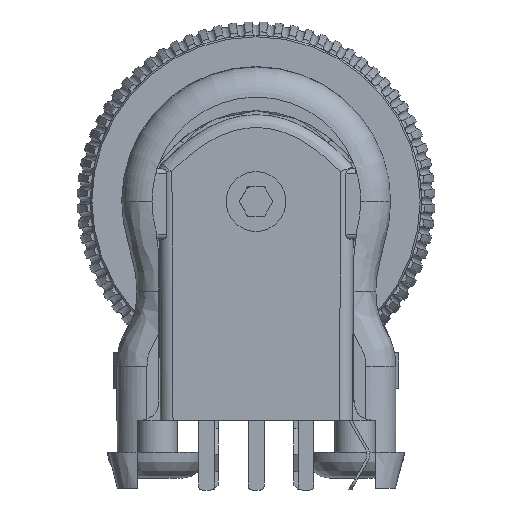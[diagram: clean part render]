
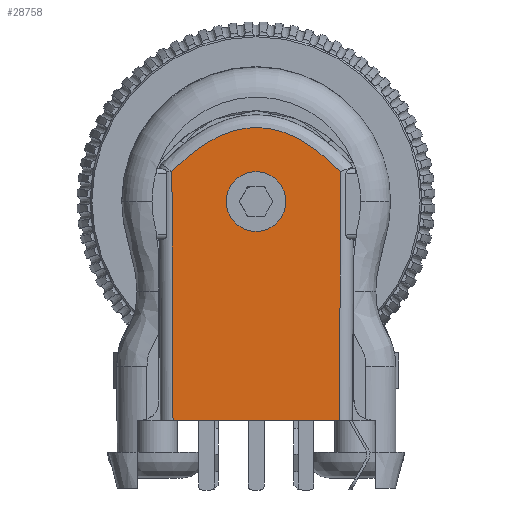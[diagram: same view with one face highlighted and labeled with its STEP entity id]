
A CAD part, left-side view. The second image highlights one B-rep face of the part: STEP entity #28758.
In plain terms, the highlighted planar face has unit normal (-1, 0, 0).
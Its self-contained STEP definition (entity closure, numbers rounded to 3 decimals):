
#28656=CARTESIAN_POINT('',(-8.848,0.032,14.613));
#28657=DIRECTION('',(-1.,-0.,-0.));
#28658=DIRECTION('',(0.,-1.,0.));
#28659=AXIS2_PLACEMENT_3D('',#28656,#28657,#28658);
#28660=PLANE('',#28659);
#28661=CARTESIAN_POINT('',(-8.848,4.272,12.536));
#28662=VERTEX_POINT('',#28661);
#28663=CARTESIAN_POINT('',(-8.848,4.272,12.531));
#28664=VERTEX_POINT('',#28663);
#28665=CARTESIAN_POINT('',(-8.848,4.272,12.536));
#28666=CARTESIAN_POINT('',(-8.848,4.272,12.534));
#28667=CARTESIAN_POINT('',(-8.848,4.272,12.532));
#28668=CARTESIAN_POINT('',(-8.848,4.272,12.531));
#28669=B_SPLINE_CURVE_WITH_KNOTS('',3,(#28665,#28666,#28667,#28668),.UNSPECIFIED.,.F.,.F.,(4,4),(0.,0.),.UNSPECIFIED.);
#28670=EDGE_CURVE('',#28662,#28664,#28669,.T.);
#28671=ORIENTED_EDGE('',*,*,#28670,.T.);
#28672=CARTESIAN_POINT('',(-8.848,4.216,0.038));
#28673=VERTEX_POINT('',#28672);
#28674=CARTESIAN_POINT('',(-8.848,4.272,12.531));
#28675=DIRECTION('',(0.,-0.004,-1.));
#28676=VECTOR('',#28675,12.492);
#28677=LINE('',#28674,#28676);
#28678=EDGE_CURVE('',#28664,#28673,#28677,.T.);
#28679=ORIENTED_EDGE('',*,*,#28678,.T.);
#28680=CARTESIAN_POINT('',(-8.848,-4.152,0.038));
#28681=VERTEX_POINT('',#28680);
#28682=CARTESIAN_POINT('',(-8.848,-4.152,0.038));
#28683=DIRECTION('',(-0.,1.,-0.));
#28684=VECTOR('',#28683,8.369);
#28685=LINE('',#28682,#28684);
#28686=EDGE_CURVE('',#28681,#28673,#28685,.T.);
#28687=ORIENTED_EDGE('',*,*,#28686,.F.);
#28688=CARTESIAN_POINT('',(-8.848,-4.208,12.536));
#28689=VERTEX_POINT('',#28688);
#28690=CARTESIAN_POINT('',(-8.848,-4.152,0.038));
#28691=DIRECTION('',(0.,-0.004,1.));
#28692=VECTOR('',#28691,12.498);
#28693=LINE('',#28690,#28692);
#28694=EDGE_CURVE('',#28681,#28689,#28693,.T.);
#28695=ORIENTED_EDGE('',*,*,#28694,.T.);
#28696=CARTESIAN_POINT('',(-8.848,-4.208,12.536));
#28697=CARTESIAN_POINT('',(-8.848,-3.921,12.831));
#28698=CARTESIAN_POINT('',(-8.848,-3.621,13.113));
#28699=CARTESIAN_POINT('',(-8.848,-3.305,13.372));
#28700=CARTESIAN_POINT('',(-8.848,-2.99,13.632));
#28701=CARTESIAN_POINT('',(-8.848,-2.658,13.87));
#28702=CARTESIAN_POINT('',(-8.848,-2.304,14.076));
#28703=CARTESIAN_POINT('',(-8.848,-2.127,14.179));
#28704=CARTESIAN_POINT('',(-8.848,-1.942,14.275));
#28705=CARTESIAN_POINT('',(-8.848,-1.755,14.359));
#28706=CARTESIAN_POINT('',(-8.848,-1.567,14.443));
#28707=CARTESIAN_POINT('',(-8.848,-1.375,14.516));
#28708=CARTESIAN_POINT('',(-8.848,-1.179,14.576));
#28709=CARTESIAN_POINT('',(-8.848,-0.982,14.636));
#28710=CARTESIAN_POINT('',(-8.848,-0.78,14.683));
#28711=CARTESIAN_POINT('',(-8.848,-0.576,14.714));
#28712=CARTESIAN_POINT('',(-8.848,-0.373,14.745));
#28713=CARTESIAN_POINT('',(-8.848,-0.169,14.761));
#28714=CARTESIAN_POINT('',(-8.848,0.035,14.76));
#28715=CARTESIAN_POINT('',(-8.848,0.238,14.76));
#28716=CARTESIAN_POINT('',(-8.848,0.442,14.743));
#28717=CARTESIAN_POINT('',(-8.848,0.645,14.711));
#28718=CARTESIAN_POINT('',(-8.848,0.848,14.679));
#28719=CARTESIAN_POINT('',(-8.848,1.051,14.632));
#28720=CARTESIAN_POINT('',(-8.848,1.247,14.571));
#28721=CARTESIAN_POINT('',(-8.848,1.442,14.511));
#28722=CARTESIAN_POINT('',(-8.848,1.633,14.438));
#28723=CARTESIAN_POINT('',(-8.848,1.82,14.354));
#28724=CARTESIAN_POINT('',(-8.848,2.007,14.269));
#28725=CARTESIAN_POINT('',(-8.848,2.191,14.174));
#28726=CARTESIAN_POINT('',(-8.848,2.369,14.07));
#28727=CARTESIAN_POINT('',(-8.848,2.725,13.863));
#28728=CARTESIAN_POINT('',(-8.848,3.056,13.625));
#28729=CARTESIAN_POINT('',(-8.848,3.371,13.367));
#28730=CARTESIAN_POINT('',(-8.848,3.687,13.109));
#28731=CARTESIAN_POINT('',(-8.848,3.985,12.83));
#28732=CARTESIAN_POINT('',(-8.848,4.272,12.536));
#28733=B_SPLINE_CURVE_WITH_KNOTS('',3,(#28696,#28697,#28698,#28699,#28700,#28701,#28702,#28703,#28704,#28705,#28706,#28707,#28708,#28709,#28710,#28711,#28712,#28713,#28714,#28715,#28716,#28717,#28718,#28719,#28720,#28721,
#28722,#28723,#28724,#28725,#28726,#28727,#28728,#28729,#28730,#28731,#28732),.UNSPECIFIED.,.F.,.F.,(4,3,3,3,3,3,3,3,3,3,3,3,4),(0.,0.001,0.003,0.003,0.004,0.004,0.005,0.006,0.006,0.007,0.007,0.009,0.01),.UNSPECIFIED.);
#28734=EDGE_CURVE('',#28689,#28662,#28733,.T.);
#28735=ORIENTED_EDGE('',*,*,#28734,.T.);
#28736=EDGE_LOOP('',(#28671,#28679,#28687,#28695,#28735));
#28737=FACE_BOUND('',#28736,.T.);
#28738=CARTESIAN_POINT('',(-8.848,-1.456,11.038));
#28739=VERTEX_POINT('',#28738);
#28740=CARTESIAN_POINT('',(-8.848,0.044,12.538));
#28741=VERTEX_POINT('',#28740);
#28742=CARTESIAN_POINT('',(-8.848,0.044,11.038));
#28743=DIRECTION('',(1.,0.,0.));
#28744=DIRECTION('',(0.,-1.,0.));
#28745=AXIS2_PLACEMENT_3D('',#28742,#28743,#28744);
#28746=CIRCLE('',#28745,1.5);
#28747=EDGE_CURVE('',#28739,#28741,#28746,.T.);
#28748=ORIENTED_EDGE('',*,*,#28747,.T.);
#28749=CARTESIAN_POINT('',(-8.848,0.044,11.038));
#28750=DIRECTION('',(1.,0.,0.));
#28751=DIRECTION('',(0.,-1.,0.));
#28752=AXIS2_PLACEMENT_3D('',#28749,#28750,#28751);
#28753=CIRCLE('',#28752,1.5);
#28754=EDGE_CURVE('',#28741,#28739,#28753,.T.);
#28755=ORIENTED_EDGE('',*,*,#28754,.T.);
#28756=EDGE_LOOP('',(#28748,#28755));
#28757=FACE_BOUND('',#28756,.T.);
#28758=ADVANCED_FACE('',(#28737,#28757),#28660,.T.);
